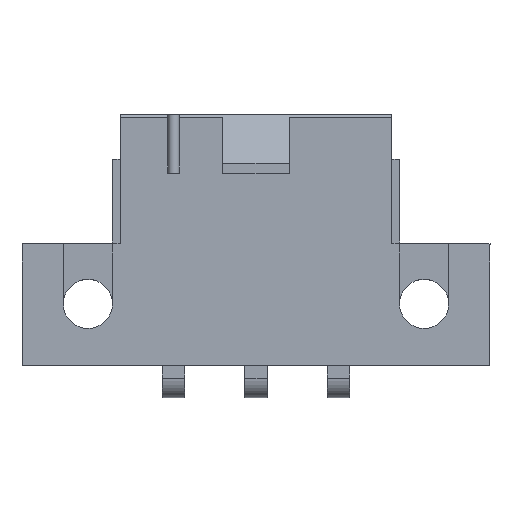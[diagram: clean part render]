
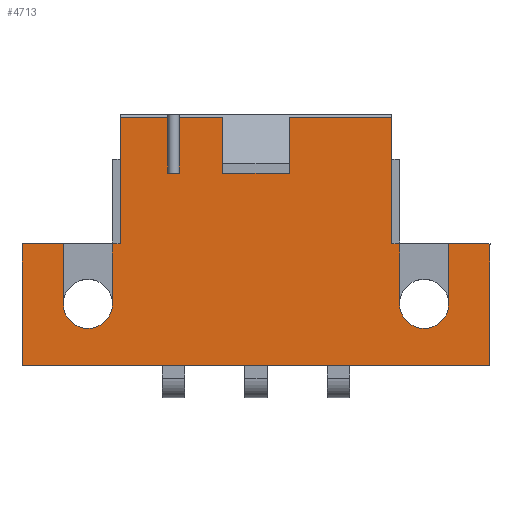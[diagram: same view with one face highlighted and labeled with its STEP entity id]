
A CAD part, top view. The second image highlights one B-rep face of the part: STEP entity #4713.
In plain terms, the highlighted face is planar.
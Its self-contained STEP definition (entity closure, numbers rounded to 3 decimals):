
#41=CIRCLE('',#4873,1.25);
#47=CIRCLE('',#4890,1.25);
#559=ORIENTED_EDGE('',*,*,#1074,.F.);
#560=ORIENTED_EDGE('',*,*,#1069,.T.);
#561=ORIENTED_EDGE('',*,*,#1073,.T.);
#562=ORIENTED_EDGE('',*,*,#1283,.F.);
#563=ORIENTED_EDGE('',*,*,#1334,.T.);
#564=ORIENTED_EDGE('',*,*,#1209,.F.);
#565=ORIENTED_EDGE('',*,*,#1195,.F.);
#566=ORIENTED_EDGE('',*,*,#1199,.F.);
#567=ORIENTED_EDGE('',*,*,#1191,.F.);
#568=ORIENTED_EDGE('',*,*,#1207,.F.);
#569=ORIENTED_EDGE('',*,*,#1202,.T.);
#570=ORIENTED_EDGE('',*,*,#1335,.T.);
#571=ORIENTED_EDGE('',*,*,#1242,.T.);
#572=ORIENTED_EDGE('',*,*,#1250,.T.);
#573=ORIENTED_EDGE('',*,*,#1232,.F.);
#574=ORIENTED_EDGE('',*,*,#1236,.F.);
#575=ORIENTED_EDGE('',*,*,#1238,.F.);
#576=ORIENTED_EDGE('',*,*,#1248,.T.);
#577=ORIENTED_EDGE('',*,*,#1333,.F.);
#578=ORIENTED_EDGE('',*,*,#1288,.F.);
#579=ORIENTED_EDGE('',*,*,#1292,.F.);
#580=ORIENTED_EDGE('',*,*,#1294,.F.);
#581=ORIENTED_EDGE('',*,*,#1296,.F.);
#582=ORIENTED_EDGE('',*,*,#1284,.F.);
#1069=EDGE_CURVE('',#1531,#1530,#1847,.T.);
#1073=EDGE_CURVE('',#1530,#1533,#1851,.T.);
#1074=EDGE_CURVE('',#1531,#1532,#1852,.T.);
#1191=EDGE_CURVE('',#1610,#1611,#1964,.T.);
#1195=EDGE_CURVE('',#1613,#1614,#1968,.T.);
#1199=EDGE_CURVE('',#1611,#1613,#41,.T.);
#1202=EDGE_CURVE('',#1619,#1618,#1974,.T.);
#1207=EDGE_CURVE('',#1619,#1610,#1979,.T.);
#1209=EDGE_CURVE('',#1614,#1622,#1981,.T.);
#1232=EDGE_CURVE('',#1636,#1637,#1999,.T.);
#1236=EDGE_CURVE('',#1639,#1636,#47,.T.);
#1238=EDGE_CURVE('',#1640,#1639,#2004,.T.);
#1242=EDGE_CURVE('',#1644,#1642,#2008,.T.);
#1248=EDGE_CURVE('',#1640,#1649,#2014,.T.);
#1250=EDGE_CURVE('',#1642,#1637,#2016,.T.);
#1283=EDGE_CURVE('',#1669,#1533,#2049,.T.);
#1284=EDGE_CURVE('',#1532,#1670,#2050,.T.);
#1288=EDGE_CURVE('',#1673,#1666,#2054,.T.);
#1292=EDGE_CURVE('',#1676,#1673,#2058,.T.);
#1294=EDGE_CURVE('',#1677,#1676,#2060,.T.);
#1296=EDGE_CURVE('',#1670,#1677,#2062,.T.);
#1333=EDGE_CURVE('',#1666,#1649,#2099,.T.);
#1334=EDGE_CURVE('',#1669,#1622,#2100,.T.);
#1335=EDGE_CURVE('',#1618,#1644,#2101,.T.);
#1530=VERTEX_POINT('',#6004);
#1531=VERTEX_POINT('',#6005);
#1532=VERTEX_POINT('',#6009);
#1533=VERTEX_POINT('',#6011);
#1610=VERTEX_POINT('',#6253);
#1611=VERTEX_POINT('',#6254);
#1613=VERTEX_POINT('',#6261);
#1614=VERTEX_POINT('',#6262);
#1618=VERTEX_POINT('',#6274);
#1619=VERTEX_POINT('',#6276);
#1622=VERTEX_POINT('',#6287);
#1636=VERTEX_POINT('',#6332);
#1637=VERTEX_POINT('',#6333);
#1639=VERTEX_POINT('',#6340);
#1640=VERTEX_POINT('',#6344);
#1642=VERTEX_POINT('',#6350);
#1644=VERTEX_POINT('',#6353);
#1649=VERTEX_POINT('',#6364);
#1666=VERTEX_POINT('',#6424);
#1669=VERTEX_POINT('',#6429);
#1670=VERTEX_POINT('',#6432);
#1673=VERTEX_POINT('',#6438);
#1676=VERTEX_POINT('',#6448);
#1677=VERTEX_POINT('',#6452);
#1847=LINE('',#6006,#2305);
#1851=LINE('',#6014,#2309);
#1852=LINE('',#6015,#2310);
#1964=LINE('',#6252,#2422);
#1968=LINE('',#6260,#2426);
#1974=LINE('',#6275,#2432);
#1979=LINE('',#6284,#2437);
#1981=LINE('',#6286,#2439);
#1999=LINE('',#6331,#2457);
#2004=LINE('',#6343,#2462);
#2008=LINE('',#6352,#2466);
#2014=LINE('',#6365,#2472);
#2016=LINE('',#6367,#2474);
#2049=LINE('',#6430,#2507);
#2050=LINE('',#6431,#2508);
#2054=LINE('',#6439,#2512);
#2058=LINE('',#6447,#2516);
#2060=LINE('',#6451,#2518);
#2062=LINE('',#6455,#2520);
#2099=LINE('',#6526,#2557);
#2100=LINE('',#6528,#2558);
#2101=LINE('',#6529,#2559);
#2305=VECTOR('',#5111,1000.);
#2309=VECTOR('',#5119,1000.);
#2310=VECTOR('',#5120,1000.);
#2422=VECTOR('',#5330,1000.);
#2426=VECTOR('',#5336,1000.);
#2432=VECTOR('',#5348,1000.);
#2437=VECTOR('',#5355,1000.);
#2439=VECTOR('',#5357,1000.);
#2457=VECTOR('',#5401,1000.);
#2462=VECTOR('',#5412,1000.);
#2466=VECTOR('',#5418,1000.);
#2472=VECTOR('',#5426,1000.);
#2474=VECTOR('',#5428,1000.);
#2507=VECTOR('',#5481,1000.);
#2508=VECTOR('',#5482,1000.);
#2512=VECTOR('',#5486,1000.);
#2516=VECTOR('',#5494,1000.);
#2518=VECTOR('',#5498,1000.);
#2520=VECTOR('',#5502,1000.);
#2557=VECTOR('',#5565,1000.);
#2558=VECTOR('',#5568,1000.);
#2559=VECTOR('',#5569,1000.);
#2817=EDGE_LOOP('',(#559,#560,#561,#562,#563,#564,#565,#566,#567,#568,#569,
#570,#571,#572,#573,#574,#575,#576,#577,#578,#579,#580,#581,#582));
#3021=FACE_BOUND('',#2817,.T.);
#3218=PLANE('',#4921);
#4713=ADVANCED_FACE('',(#3021),#3218,.T.);
#4873=AXIS2_PLACEMENT_3D('',#6268,#5342,#5343);
#4890=AXIS2_PLACEMENT_3D('',#6339,#5407,#5408);
#4921=AXIS2_PLACEMENT_3D('',#6527,#5566,#5567);
#5111=DIRECTION('',(1.,0.,0.));
#5119=DIRECTION('',(0.,0.,1.));
#5120=DIRECTION('',(0.,0.,1.));
#5330=DIRECTION('',(0.,0.,-1.));
#5336=DIRECTION('',(0.,0.,1.));
#5342=DIRECTION('',(0.,1.,0.));
#5343=DIRECTION('',(1.,0.,0.));
#5348=DIRECTION('',(0.,0.,-1.));
#5355=DIRECTION('',(-1.,0.,0.));
#5357=DIRECTION('',(-1.,0.,0.));
#5401=DIRECTION('',(0.,0.,1.));
#5407=DIRECTION('',(0.,1.,0.));
#5408=DIRECTION('',(1.,0.,0.));
#5412=DIRECTION('',(0.,0.,-1.));
#5418=DIRECTION('',(0.,0.,1.));
#5426=DIRECTION('',(1.,0.,0.));
#5428=DIRECTION('',(1.,0.,0.));
#5481=DIRECTION('',(-1.,0.,0.));
#5482=DIRECTION('',(-1.,0.,0.));
#5486=DIRECTION('',(-1.,0.,0.));
#5494=DIRECTION('',(0.,0.,1.));
#5498=DIRECTION('',(-1.,0.,0.));
#5502=DIRECTION('',(0.,0.,-1.));
#5565=DIRECTION('',(0.,0.,-1.));
#5566=DIRECTION('',(0.,1.,0.));
#5567=DIRECTION('',(0.,0.,1.));
#5568=DIRECTION('',(0.,0.,-1.));
#5569=DIRECTION('',(-1.,0.,0.));
#6004=CARTESIAN_POINT('',(4.498,2.7,3.4));
#6005=CARTESIAN_POINT('',(3.902,2.7,3.4));
#6006=CARTESIAN_POINT('',(3.902,2.7,3.4));
#6009=CARTESIAN_POINT('',(3.902,2.7,6.233));
#6011=CARTESIAN_POINT('',(4.498,2.7,6.233));
#6014=CARTESIAN_POINT('',(4.498,2.7,3.4));
#6015=CARTESIAN_POINT('',(3.902,2.7,3.4));
#6252=CARTESIAN_POINT('',(9.8,2.7,-0.2));
#6253=CARTESIAN_POINT('',(9.8,2.7,-0.2));
#6254=CARTESIAN_POINT('',(9.8,2.7,-3.25));
#6260=CARTESIAN_POINT('',(7.3,2.7,-3.25));
#6261=CARTESIAN_POINT('',(7.3,2.7,-3.25));
#6262=CARTESIAN_POINT('',(7.3,2.7,-0.2));
#6268=CARTESIAN_POINT('',(8.55,2.7,-3.25));
#6274=CARTESIAN_POINT('',(11.9,2.7,-6.4));
#6275=CARTESIAN_POINT('',(11.9,2.7,-0.2));
#6276=CARTESIAN_POINT('',(11.9,2.7,-0.2));
#6284=CARTESIAN_POINT('',(7.3,2.7,-0.2));
#6286=CARTESIAN_POINT('',(7.3,2.7,-0.2));
#6287=CARTESIAN_POINT('',(6.9,2.7,-0.2));
#6331=CARTESIAN_POINT('',(-9.8,2.7,-0.2));
#6332=CARTESIAN_POINT('',(-9.8,2.7,-3.25));
#6333=CARTESIAN_POINT('',(-9.8,2.7,-0.2));
#6339=CARTESIAN_POINT('',(-8.55,2.7,-3.25));
#6340=CARTESIAN_POINT('',(-7.3,2.7,-3.25));
#6343=CARTESIAN_POINT('',(-7.3,2.7,-0.2));
#6344=CARTESIAN_POINT('',(-7.3,2.7,-0.2));
#6350=CARTESIAN_POINT('',(-11.9,2.7,-0.2));
#6352=CARTESIAN_POINT('',(-11.9,2.7,-6.4));
#6353=CARTESIAN_POINT('',(-11.9,2.7,-6.4));
#6364=CARTESIAN_POINT('',(-6.9,2.7,-0.2));
#6365=CARTESIAN_POINT('',(-7.3,2.7,-0.2));
#6367=CARTESIAN_POINT('',(-7.3,2.7,-0.2));
#6424=CARTESIAN_POINT('',(-6.9,2.7,6.233));
#6429=CARTESIAN_POINT('',(6.9,2.7,6.233));
#6430=CARTESIAN_POINT('',(6.9,2.7,6.233));
#6431=CARTESIAN_POINT('',(6.9,2.7,6.233));
#6432=CARTESIAN_POINT('',(1.7,2.7,6.233));
#6438=CARTESIAN_POINT('',(-1.7,2.7,6.233));
#6439=CARTESIAN_POINT('',(6.9,2.7,6.233));
#6447=CARTESIAN_POINT('',(-1.7,2.7,3.4));
#6448=CARTESIAN_POINT('',(-1.7,2.7,3.4));
#6451=CARTESIAN_POINT('',(1.7,2.7,3.4));
#6452=CARTESIAN_POINT('',(1.7,2.7,3.4));
#6455=CARTESIAN_POINT('',(1.7,2.7,6.4));
#6526=CARTESIAN_POINT('',(-6.9,2.7,6.4));
#6527=CARTESIAN_POINT('',(6.9,2.7,6.4));
#6528=CARTESIAN_POINT('',(6.9,2.7,6.4));
#6529=CARTESIAN_POINT('',(6.9,2.7,-6.4));
